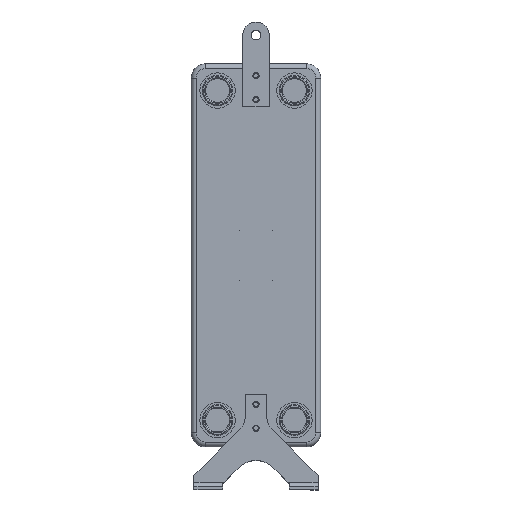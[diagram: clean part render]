
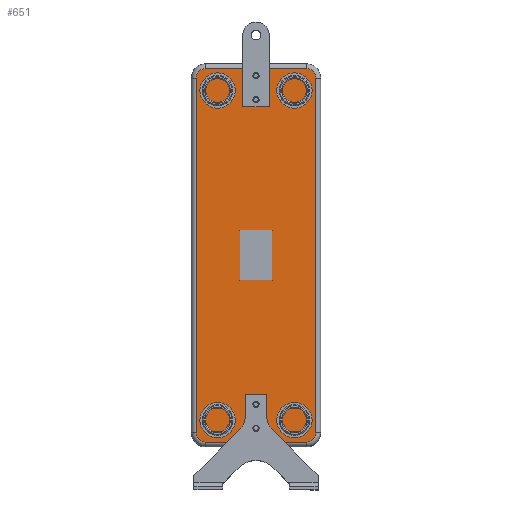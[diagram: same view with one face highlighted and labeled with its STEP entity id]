
A CAD part, top view. The second image highlights one B-rep face of the part: STEP entity #651.
In plain terms, the highlighted planar face has unit normal (0, 0, 1).
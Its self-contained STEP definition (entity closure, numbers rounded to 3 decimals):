
#129=CARTESIAN_POINT('',(6.,326.,20.0));
#130=VERTEX_POINT('',#129);
#131=CARTESIAN_POINT('',(0.,326.,20.0));
#132=DIRECTION('',(0.0,0.0,-1.0));
#133=DIRECTION('',(1.0,0.0,0.0));
#134=AXIS2_PLACEMENT_3D('',#131,#132,#133);
#135=CIRCLE('',#134,6.);
#136=EDGE_CURVE('',#130,#130,#135,.T.);
#166=CARTESIAN_POINT('',(6.,376.,20.0));
#167=VERTEX_POINT('',#166);
#168=CARTESIAN_POINT('',(0.,376.,20.0));
#169=DIRECTION('',(0.0,0.0,-1.0));
#170=DIRECTION('',(1.0,0.0,0.0));
#171=AXIS2_PLACEMENT_3D('',#168,#169,#170);
#172=CIRCLE('',#171,6.);
#173=EDGE_CURVE('',#167,#167,#172,.T.);
#203=CARTESIAN_POINT('',(6.,-362.,20.0));
#204=VERTEX_POINT('',#203);
#205=CARTESIAN_POINT('',(0.,-362.,20.0));
#206=DIRECTION('',(0.0,0.0,-1.0));
#207=DIRECTION('',(1.0,0.0,0.0));
#208=AXIS2_PLACEMENT_3D('',#205,#206,#207);
#209=CIRCLE('',#208,6.);
#210=EDGE_CURVE('',#204,#204,#209,.T.);
#240=CARTESIAN_POINT('',(6.,-312.,20.0));
#241=VERTEX_POINT('',#240);
#242=CARTESIAN_POINT('',(0.,-312.,20.0));
#243=DIRECTION('',(0.0,0.0,-1.0));
#244=DIRECTION('',(1.0,0.0,0.0));
#245=AXIS2_PLACEMENT_3D('',#242,#243,#244);
#246=CIRCLE('',#245,6.);
#247=EDGE_CURVE('',#241,#241,#246,.T.);
#262=CARTESIAN_POINT('',(105.5,391.0,20.0));
#263=VERTEX_POINT('',#262);
#271=CARTESIAN_POINT('',(125.5,371.0,20.0));
#272=VERTEX_POINT('',#271);
#273=CARTESIAN_POINT('',(105.5,371.0,20.0));
#274=DIRECTION('',(0.0,0.0,-1.0));
#275=DIRECTION('',(0.707,0.707,0.0));
#276=AXIS2_PLACEMENT_3D('',#273,#274,#275);
#277=CIRCLE('',#276,20.0);
#278=EDGE_CURVE('',#263,#272,#277,.T.);
#304=CARTESIAN_POINT('',(125.5,-371.,20.0));
#305=VERTEX_POINT('',#304);
#322=CARTESIAN_POINT('',(125.5,371.0,20.0));
#323=DIRECTION('',(0.0,-1.0,0.0));
#324=VECTOR('',#323,742.0);
#325=LINE('',#322,#324);
#326=EDGE_CURVE('',#272,#305,#325,.T.);
#336=CARTESIAN_POINT('',(105.5,-391.0,20.0));
#337=VERTEX_POINT('',#336);
#355=CARTESIAN_POINT('',(105.5,-371.0,20.0));
#356=DIRECTION('',(0.0,0.0,-1.0));
#357=DIRECTION('',(0.707,-0.707,0.0));
#358=AXIS2_PLACEMENT_3D('',#355,#356,#357);
#359=CIRCLE('',#358,20.0);
#360=EDGE_CURVE('',#305,#337,#359,.T.);
#370=CARTESIAN_POINT('',(-105.5,-391.0,20.0));
#371=VERTEX_POINT('',#370);
#388=CARTESIAN_POINT('',(105.5,-391.0,20.0));
#389=DIRECTION('',(-1.0,0.0,0.0));
#390=VECTOR('',#389,211.);
#391=LINE('',#388,#390);
#392=EDGE_CURVE('',#337,#371,#391,.T.);
#402=CARTESIAN_POINT('',(-125.5,-371.0,20.0));
#403=VERTEX_POINT('',#402);
#421=CARTESIAN_POINT('',(-105.5,-371.0,20.0));
#422=DIRECTION('',(0.0,0.0,-1.0));
#423=DIRECTION('',(-0.707,-0.707,0.0));
#424=AXIS2_PLACEMENT_3D('',#421,#422,#423);
#425=CIRCLE('',#424,20.0);
#426=EDGE_CURVE('',#371,#403,#425,.T.);
#436=CARTESIAN_POINT('',(-125.5,371.,20.0));
#437=VERTEX_POINT('',#436);
#454=CARTESIAN_POINT('',(-125.5,-371.0,20.0));
#455=DIRECTION('',(0.0,1.0,0.0));
#456=VECTOR('',#455,742.0);
#457=LINE('',#454,#456);
#458=EDGE_CURVE('',#403,#437,#457,.T.);
#468=CARTESIAN_POINT('',(-105.5,391.0,20.0));
#469=VERTEX_POINT('',#468);
#487=CARTESIAN_POINT('',(-105.5,371.0,20.0));
#488=DIRECTION('',(0.0,0.0,-1.0));
#489=DIRECTION('',(-0.707,0.707,0.0));
#490=AXIS2_PLACEMENT_3D('',#487,#488,#489);
#491=CIRCLE('',#490,20.0);
#492=EDGE_CURVE('',#437,#469,#491,.T.);
#510=CARTESIAN_POINT('',(-105.5,391.0,20.0));
#511=DIRECTION('',(1.0,0.0,0.0));
#512=VECTOR('',#511,211.);
#513=LINE('',#510,#512);
#514=EDGE_CURVE('',#469,#263,#513,.T.);
#624=CARTESIAN_POINT('',(0.0,0.,20.0));
#625=DIRECTION('',(0.0,0.0,1.0));
#626=DIRECTION('',(1.0,0.0,0.0));
#627=AXIS2_PLACEMENT_3D('',#624,#625,#626);
#628=PLANE('',#627);
#629=ORIENTED_EDGE('',*,*,#278,.F.);
#630=ORIENTED_EDGE('',*,*,#514,.F.);
#631=ORIENTED_EDGE('',*,*,#492,.F.);
#632=ORIENTED_EDGE('',*,*,#458,.F.);
#633=ORIENTED_EDGE('',*,*,#426,.F.);
#634=ORIENTED_EDGE('',*,*,#392,.F.);
#635=ORIENTED_EDGE('',*,*,#360,.F.);
#636=ORIENTED_EDGE('',*,*,#326,.F.);
#637=EDGE_LOOP('',(#629,#630,#631,#632,#633,#634,#635,#636));
#638=FACE_OUTER_BOUND('',#637,.T.);
#639=ORIENTED_EDGE('',*,*,#136,.T.);
#640=EDGE_LOOP('',(#639));
#641=FACE_BOUND('',#640,.T.);
#642=ORIENTED_EDGE('',*,*,#173,.T.);
#643=EDGE_LOOP('',(#642));
#644=FACE_BOUND('',#643,.T.);
#645=ORIENTED_EDGE('',*,*,#210,.T.);
#646=EDGE_LOOP('',(#645));
#647=FACE_BOUND('',#646,.T.);
#648=ORIENTED_EDGE('',*,*,#247,.T.);
#649=EDGE_LOOP('',(#648));
#650=FACE_BOUND('',#649,.T.);
#651=ADVANCED_FACE('',(#638,#641,#644,#647,#650),#628,.T.);
